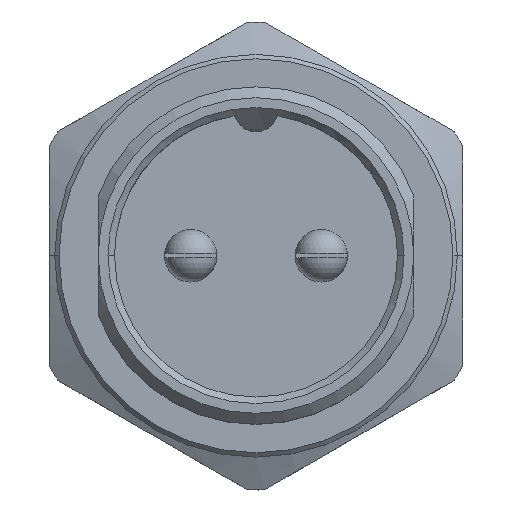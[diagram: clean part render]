
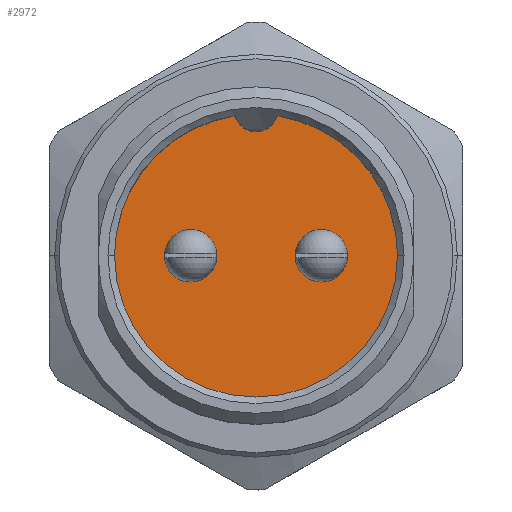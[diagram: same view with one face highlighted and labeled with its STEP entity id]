
A CAD part, top view. The second image highlights one B-rep face of the part: STEP entity #2972.
In plain terms, the highlighted planar face has unit normal (0, 0, 1).
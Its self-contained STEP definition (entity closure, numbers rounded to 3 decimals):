
#4 = VERTEX_POINT ( 'NONE', #4618 ) ;
#154 = EDGE_CURVE ( 'NONE', #437, #289, #4769, .T. ) ;
#230 = CARTESIAN_POINT ( 'NONE',  ( -3., 0., -11. ) ) ;
#233 = VERTEX_POINT ( 'NONE', #361 ) ;
#268 = DIRECTION ( 'NONE',  ( -1., 0., 0. ) ) ;
#289 = VERTEX_POINT ( 'NONE', #4775 ) ;
#346 = DIRECTION ( 'NONE',  ( 0., 0., -1. ) ) ;
#361 = CARTESIAN_POINT ( 'NONE',  ( 4.2, 0., -11. ) ) ;
#415 = CARTESIAN_POINT ( 'NONE',  ( 6.5, 0., -11. ) ) ;
#437 = VERTEX_POINT ( 'NONE', #3161 ) ;
#515 = DIRECTION ( 'NONE',  ( 1., 0., 0. ) ) ;
#589 = CARTESIAN_POINT ( 'NONE',  ( 1.8, 0., -11. ) ) ;
#618 = DIRECTION ( 'NONE',  ( 1., 0., 0. ) ) ;
#642 = AXIS2_PLACEMENT_3D ( 'NONE', #1122, #1532, #618 ) ;
#669 = PLANE ( 'NONE',  #2849 ) ;
#762 = DIRECTION ( 'NONE',  ( 0., 0., 1. ) ) ;
#824 = VERTEX_POINT ( 'NONE', #1432 ) ;
#913 = VERTEX_POINT ( 'NONE', #2573 ) ;
#1093 = CIRCLE ( 'NONE', #5261, 1.2 ) ;
#1122 = CARTESIAN_POINT ( 'NONE',  ( 0., 0., -11. ) ) ;
#1130 = EDGE_CURVE ( 'NONE', #233, #1195, #2289, .T. ) ;
#1160 = DIRECTION ( 'NONE',  ( 0., 0., -1. ) ) ;
#1195 = VERTEX_POINT ( 'NONE', #589 ) ;
#1200 = CIRCLE ( 'NONE', #3424, 1.2 ) ;
#1318 = AXIS2_PLACEMENT_3D ( 'NONE', #230, #3614, #4884 ) ;
#1344 = ORIENTED_EDGE ( 'NONE', *, *, #1130, .T. ) ;
#1426 = ORIENTED_EDGE ( 'NONE', *, *, #3326, .F. ) ;
#1432 = CARTESIAN_POINT ( 'NONE',  ( 0.962, 6.428, -11. ) ) ;
#1532 = DIRECTION ( 'NONE',  ( 0., 0., 1. ) ) ;
#1533 = AXIS2_PLACEMENT_3D ( 'NONE', #4792, #4372, #515 ) ;
#1560 = ORIENTED_EDGE ( 'NONE', *, *, #1901, .T. ) ;
#1602 = DIRECTION ( 'NONE',  ( 1., 0., 0. ) ) ;
#1618 = CIRCLE ( 'NONE', #642, 6.5 ) ;
#1632 = ORIENTED_EDGE ( 'NONE', *, *, #154, .T. ) ;
#1712 = CIRCLE ( 'NONE', #4287, 1. ) ;
#1720 = CIRCLE ( 'NONE', #1533, 6.5 ) ;
#1901 = EDGE_CURVE ( 'NONE', #4, #3271, #4074, .T. ) ;
#1960 = FACE_BOUND ( 'NONE', #4257, .T. ) ;
#2289 = CIRCLE ( 'NONE', #3025, 1.2 ) ;
#2316 = DIRECTION ( 'NONE',  ( -1., 0., 0. ) ) ;
#2340 = DIRECTION ( 'NONE',  ( 1., 0., 0. ) ) ;
#2573 = CARTESIAN_POINT ( 'NONE',  ( -0.962, 6.428, -11. ) ) ;
#2575 = EDGE_CURVE ( 'NONE', #913, #4, #1618, .T. ) ;
#2774 = FACE_BOUND ( 'NONE', #3280, .T. ) ;
#2815 = CARTESIAN_POINT ( 'NONE',  ( 3., 0., -11. ) ) ;
#2849 = AXIS2_PLACEMENT_3D ( 'NONE', #2990, #3721, #4611 ) ;
#2972 = ADVANCED_FACE ( 'NONE', ( #2774, #1960, #4497 ), #669, .F. ) ;
#2990 = CARTESIAN_POINT ( 'NONE',  ( 0., 6.5, -11. ) ) ;
#3025 = AXIS2_PLACEMENT_3D ( 'NONE', #3802, #1160, #4544 ) ;
#3161 = CARTESIAN_POINT ( 'NONE',  ( -1.8, 0., -11. ) ) ;
#3271 = VERTEX_POINT ( 'NONE', #415 ) ;
#3280 = EDGE_LOOP ( 'NONE', ( #1632, #4354 ) ) ;
#3326 = EDGE_CURVE ( 'NONE', #913, #824, #1712, .T. ) ;
#3424 = AXIS2_PLACEMENT_3D ( 'NONE', #2815, #4434, #2316 ) ;
#3612 = EDGE_CURVE ( 'NONE', #289, #437, #1093, .T. ) ;
#3614 = DIRECTION ( 'NONE',  ( 0., 0., -1. ) ) ;
#3685 = CARTESIAN_POINT ( 'NONE',  ( 0., 6.7, -11. ) ) ;
#3721 = DIRECTION ( 'NONE',  ( 0., 0., -1. ) ) ;
#3802 = CARTESIAN_POINT ( 'NONE',  ( 3., 0., -11. ) ) ;
#3958 = CARTESIAN_POINT ( 'NONE',  ( 0., 0., -11. ) ) ;
#3982 = AXIS2_PLACEMENT_3D ( 'NONE', #3958, #762, #2340 ) ;
#4074 = CIRCLE ( 'NONE', #3982, 6.5 ) ;
#4185 = DIRECTION ( 'NONE',  ( 0., 0., 1. ) ) ;
#4257 = EDGE_LOOP ( 'NONE', ( #1344, #4403 ) ) ;
#4287 = AXIS2_PLACEMENT_3D ( 'NONE', #3685, #4185, #1602 ) ;
#4300 = EDGE_CURVE ( 'NONE', #3271, #824, #1720, .T. ) ;
#4354 = ORIENTED_EDGE ( 'NONE', *, *, #3612, .T. ) ;
#4372 = DIRECTION ( 'NONE',  ( 0., 0., 1. ) ) ;
#4403 = ORIENTED_EDGE ( 'NONE', *, *, #5442, .T. ) ;
#4434 = DIRECTION ( 'NONE',  ( 0., 0., -1. ) ) ;
#4497 = FACE_OUTER_BOUND ( 'NONE', #4586, .T. ) ;
#4544 = DIRECTION ( 'NONE',  ( -1., 0., 0. ) ) ;
#4586 = EDGE_LOOP ( 'NONE', ( #1426, #5285, #1560, #5086 ) ) ;
#4611 = DIRECTION ( 'NONE',  ( -1., 0., 0. ) ) ;
#4618 = CARTESIAN_POINT ( 'NONE',  ( -6.5, 0., -11. ) ) ;
#4769 = CIRCLE ( 'NONE', #1318, 1.2 ) ;
#4775 = CARTESIAN_POINT ( 'NONE',  ( -4.2, 0., -11. ) ) ;
#4792 = CARTESIAN_POINT ( 'NONE',  ( 0., 0., -11. ) ) ;
#4884 = DIRECTION ( 'NONE',  ( -1., 0., 0. ) ) ;
#5086 = ORIENTED_EDGE ( 'NONE', *, *, #4300, .T. ) ;
#5261 = AXIS2_PLACEMENT_3D ( 'NONE', #5428, #346, #268 ) ;
#5285 = ORIENTED_EDGE ( 'NONE', *, *, #2575, .T. ) ;
#5428 = CARTESIAN_POINT ( 'NONE',  ( -3., 0., -11. ) ) ;
#5442 = EDGE_CURVE ( 'NONE', #1195, #233, #1200, .T. ) ;
